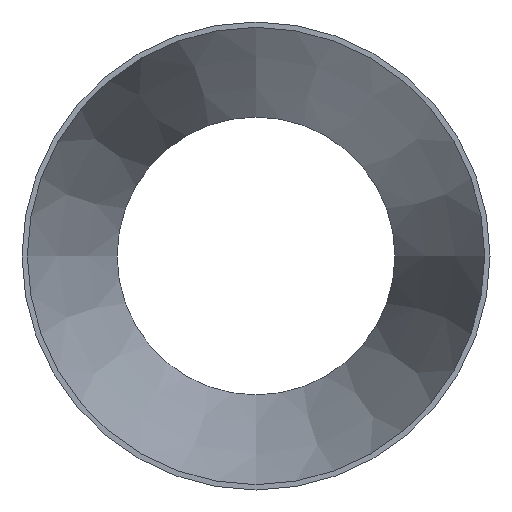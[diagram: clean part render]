
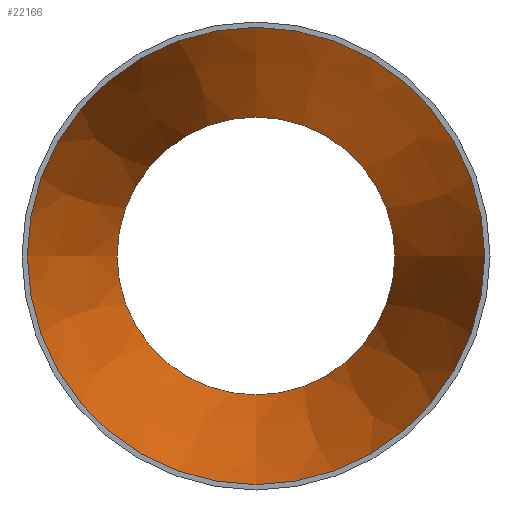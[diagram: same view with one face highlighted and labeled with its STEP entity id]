
A CAD part, front view. The second image highlights one B-rep face of the part: STEP entity #22166.
In plain terms, the highlighted conical face has half-angle 16.389 degrees and reference radius 133.373 mm.
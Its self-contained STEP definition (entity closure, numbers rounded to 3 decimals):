
#1398 = ORIENTED_EDGE ( 'NONE', *, *, #35716, .T. ) ;
#2323 = DIRECTION ( 'NONE',  ( 0., -1., 0. ) ) ;
#2472 = ORIENTED_EDGE ( 'NONE', *, *, #26769, .F. ) ;
#3023 = AXIS2_PLACEMENT_3D ( 'NONE', #19337, #16940, #27656 ) ;
#3398 = EDGE_LOOP ( 'NONE', ( #1398 ) ) ;
#4451 = CARTESIAN_POINT ( 'NONE',  ( 0., 0., 0. ) ) ;
#5269 = CARTESIAN_POINT ( 'NONE',  ( 0., 0., 0. ) ) ;
#12141 = AXIS2_PLACEMENT_3D ( 'NONE', #5269, #2323, #14439 ) ;
#12578 = FACE_BOUND ( 'NONE', #28109, .T. ) ;
#14439 = DIRECTION ( 'NONE',  ( 0., 0., -1. ) ) ;
#16940 = DIRECTION ( 'NONE',  ( 0., -1., 0. ) ) ;
#18327 = VERTEX_POINT ( 'NONE', #19065 ) ;
#19065 = CARTESIAN_POINT ( 'NONE',  ( 0., 0., -133.373 ) ) ;
#19198 = CIRCLE ( 'NONE', #12141, 133.373 ) ;
#19337 = CARTESIAN_POINT ( 'NONE',  ( 0., 178., 0. ) ) ;
#20870 = FACE_OUTER_BOUND ( 'NONE', #3398, .T. ) ;
#21272 = CARTESIAN_POINT ( 'NONE',  ( 0., 178., -81.023 ) ) ;
#22166 = ADVANCED_FACE ( 'NONE', ( #12578, #20870 ), #34917, .F. ) ;
#23664 = CIRCLE ( 'NONE', #3023, 81.023 ) ;
#24201 = DIRECTION ( 'NONE',  ( 0., -1., 0. ) ) ;
#25527 = AXIS2_PLACEMENT_3D ( 'NONE', #4451, #24201, #34897 ) ;
#26769 = EDGE_CURVE ( 'NONE', #35290, #35290, #23664, .T. ) ;
#27656 = DIRECTION ( 'NONE',  ( 0., 0., -1. ) ) ;
#28109 = EDGE_LOOP ( 'NONE', ( #2472 ) ) ;
#34897 = DIRECTION ( 'NONE',  ( 0., 0., -1. ) ) ;
#34917 = CONICAL_SURFACE ( 'NONE', #25527, 133.373, 0.286 ) ;
#35290 = VERTEX_POINT ( 'NONE', #21272 ) ;
#35716 = EDGE_CURVE ( 'NONE', #18327, #18327, #19198, .T. ) ;
